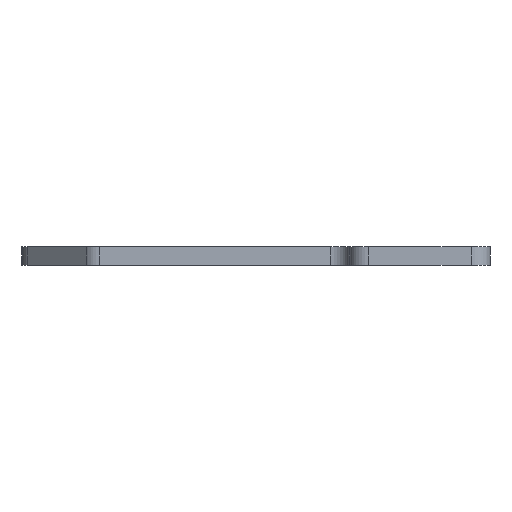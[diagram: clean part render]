
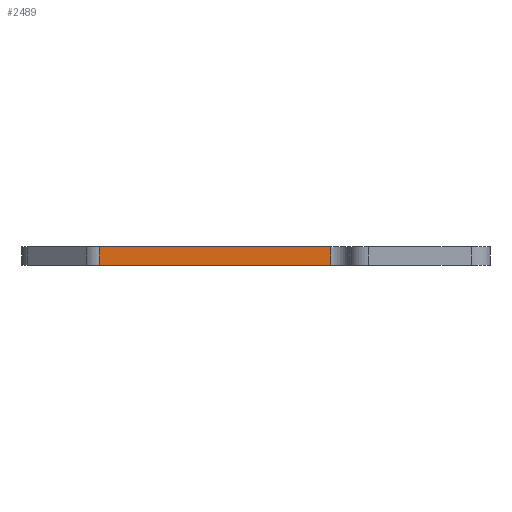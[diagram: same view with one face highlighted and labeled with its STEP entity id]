
A CAD part, left-side view. The second image highlights one B-rep face of the part: STEP entity #2489.
In plain terms, the highlighted planar face has unit normal (-1, 0, 0).
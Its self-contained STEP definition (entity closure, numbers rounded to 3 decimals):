
#10 = CARTESIAN_POINT ( 'NONE',  ( -100.8, -16., -4. ) ) ;
#114 = EDGE_CURVE ( 'NONE', #460, #1709, #1900, .T. ) ;
#127 = CARTESIAN_POINT ( 'NONE',  ( -100.8, 33.493, -4. ) ) ;
#135 = DIRECTION ( 'NONE',  ( 0., 1., 0. ) ) ;
#153 = AXIS2_PLACEMENT_3D ( 'NONE', #1899, #383, #1933 ) ;
#383 = DIRECTION ( 'NONE',  ( 1., 0., 0. ) ) ;
#460 = VERTEX_POINT ( 'NONE', #10 ) ;
#603 = PLANE ( 'NONE',  #153 ) ;
#663 = CARTESIAN_POINT ( 'NONE',  ( -100.8, 33.493, 0. ) ) ;
#666 = ORIENTED_EDGE ( 'NONE', *, *, #1892, .T. ) ;
#709 = EDGE_CURVE ( 'NONE', #1017, #1832, #1315, .T. ) ;
#751 = VECTOR ( 'NONE', #1003, 1000. ) ;
#755 = LINE ( 'NONE', #2325, #751 ) ;
#889 = CARTESIAN_POINT ( 'NONE',  ( -100.8, -50., 0. ) ) ;
#1003 = DIRECTION ( 'NONE',  ( 0., 0., 1. ) ) ;
#1017 = VERTEX_POINT ( 'NONE', #2600 ) ;
#1026 = EDGE_CURVE ( 'NONE', #1832, #1709, #1473, .T. ) ;
#1110 = CARTESIAN_POINT ( 'NONE',  ( -100.8, 33.493, -4. ) ) ;
#1202 = VECTOR ( 'NONE', #1208, 1000. ) ;
#1208 = DIRECTION ( 'NONE',  ( 0., 1., 0. ) ) ;
#1272 = DIRECTION ( 'NONE',  ( 0., 0., -1. ) ) ;
#1315 = LINE ( 'NONE', #889, #1492 ) ;
#1473 = LINE ( 'NONE', #127, #2681 ) ;
#1492 = VECTOR ( 'NONE', #135, 1000. ) ;
#1709 = VERTEX_POINT ( 'NONE', #1110 ) ;
#1756 = EDGE_LOOP ( 'NONE', ( #1844, #666, #2661, #2329 ) ) ;
#1832 = VERTEX_POINT ( 'NONE', #663 ) ;
#1844 = ORIENTED_EDGE ( 'NONE', *, *, #114, .F. ) ;
#1892 = EDGE_CURVE ( 'NONE', #460, #1017, #755, .T. ) ;
#1899 = CARTESIAN_POINT ( 'NONE',  ( -100.8, -50., -4. ) ) ;
#1900 = LINE ( 'NONE', #2385, #1202 ) ;
#1933 = DIRECTION ( 'NONE',  ( 0., 0., -1. ) ) ;
#2325 = CARTESIAN_POINT ( 'NONE',  ( -100.8, -16., -4. ) ) ;
#2329 = ORIENTED_EDGE ( 'NONE', *, *, #1026, .T. ) ;
#2385 = CARTESIAN_POINT ( 'NONE',  ( -100.8, -50., -4. ) ) ;
#2489 = ADVANCED_FACE ( 'NONE', ( #2832 ), #603, .F. ) ;
#2600 = CARTESIAN_POINT ( 'NONE',  ( -100.8, -16., 0. ) ) ;
#2661 = ORIENTED_EDGE ( 'NONE', *, *, #709, .T. ) ;
#2681 = VECTOR ( 'NONE', #1272, 1000. ) ;
#2832 = FACE_OUTER_BOUND ( 'NONE', #1756, .T. ) ;
